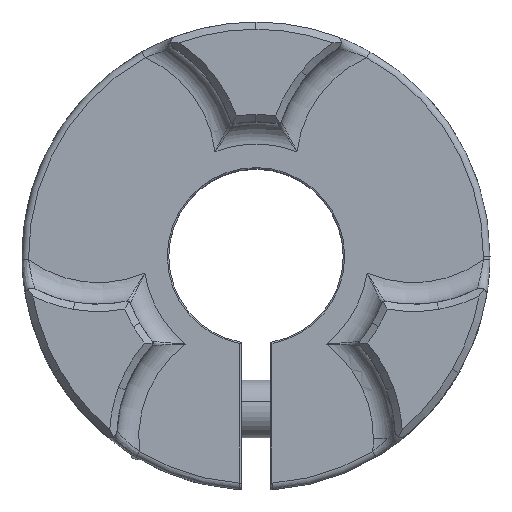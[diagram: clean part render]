
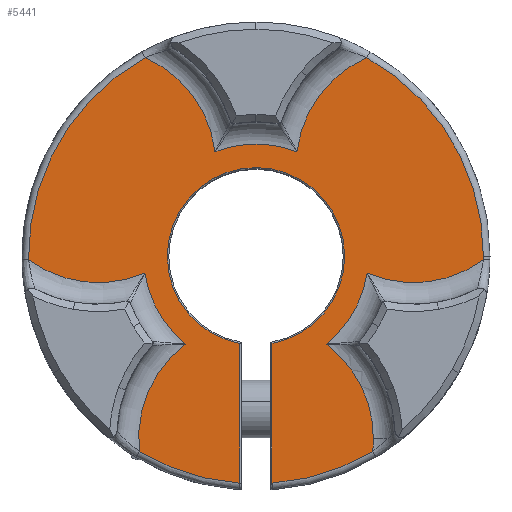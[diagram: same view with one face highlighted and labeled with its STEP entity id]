
A CAD part, top view. The second image highlights one B-rep face of the part: STEP entity #5441.
In plain terms, the highlighted planar face has unit normal (0, 0, 1).
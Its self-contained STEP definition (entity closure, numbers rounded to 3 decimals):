
#252=CIRCLE('',#5713,6.1);
#265=CIRCLE('',#5734,15.65);
#282=CIRCLE('',#5767,8.077);
#283=CIRCLE('',#5768,8.077);
#284=CIRCLE('',#5769,7.73);
#285=CIRCLE('',#5770,8.077);
#286=CIRCLE('',#5771,15.65);
#287=CIRCLE('',#5772,15.65);
#288=CIRCLE('',#5773,8.077);
#289=CIRCLE('',#5774,7.73);
#290=CIRCLE('',#5775,8.077);
#291=CIRCLE('',#5776,15.65);
#292=CIRCLE('',#5777,8.077);
#293=CIRCLE('',#5778,7.73);
#294=CIRCLE('',#5779,8.077);
#295=CIRCLE('',#5780,15.65);
#296=CIRCLE('',#5781,6.1);
#1296=VERTEX_POINT('',#11901);
#1305=VERTEX_POINT('',#12460);
#1319=VERTEX_POINT('',#12519);
#1323=VERTEX_POINT('',#12528);
#1336=VERTEX_POINT('',#13019);
#1340=VERTEX_POINT('',#13056);
#1358=VERTEX_POINT('',#13148);
#1359=VERTEX_POINT('',#13150);
#1360=VERTEX_POINT('',#13152);
#1361=VERTEX_POINT('',#13154);
#1362=VERTEX_POINT('',#13156);
#1363=VERTEX_POINT('',#13158);
#1364=VERTEX_POINT('',#13160);
#1365=VERTEX_POINT('',#13162);
#1366=VERTEX_POINT('',#13164);
#1367=VERTEX_POINT('',#13166);
#1368=VERTEX_POINT('',#13168);
#1369=VERTEX_POINT('',#13170);
#1370=VERTEX_POINT('',#13172);
#1657=VECTOR('',#6420,1.);
#1658=VECTOR('',#6449,1.);
#1868=LINE('',#13146,#1657);
#1869=LINE('',#13174,#1658);
#2475=EDGE_CURVE('',#1323,#1296,#252,.T.);
#2505=EDGE_CURVE('',#1340,#1336,#265,.F.);
#2540=EDGE_CURVE('',#1336,#1319,#1868,.F.);
#2541=EDGE_CURVE('',#1358,#1340,#282,.F.);
#2542=EDGE_CURVE('',#1359,#1358,#283,.F.);
#2543=EDGE_CURVE('',#1360,#1359,#284,.F.);
#2544=EDGE_CURVE('',#1361,#1360,#285,.F.);
#2545=EDGE_CURVE('',#1362,#1361,#286,.F.);
#2546=EDGE_CURVE('',#1363,#1362,#287,.F.);
#2547=EDGE_CURVE('',#1364,#1363,#288,.F.);
#2548=EDGE_CURVE('',#1365,#1364,#289,.F.);
#2549=EDGE_CURVE('',#1366,#1365,#290,.F.);
#2550=EDGE_CURVE('',#1367,#1366,#291,.F.);
#2551=EDGE_CURVE('',#1368,#1367,#292,.F.);
#2552=EDGE_CURVE('',#1369,#1368,#293,.F.);
#2553=EDGE_CURVE('',#1370,#1369,#294,.F.);
#2554=EDGE_CURVE('',#1305,#1370,#295,.F.);
#2555=EDGE_CURVE('',#1296,#1305,#1869,.F.);
#2556=EDGE_CURVE('',#1319,#1323,#296,.T.);
#3946=ORIENTED_EDGE('',*,*,#2540,.F.);
#3947=ORIENTED_EDGE('',*,*,#2505,.F.);
#3948=ORIENTED_EDGE('',*,*,#2541,.F.);
#3949=ORIENTED_EDGE('',*,*,#2542,.F.);
#3950=ORIENTED_EDGE('',*,*,#2543,.F.);
#3951=ORIENTED_EDGE('',*,*,#2544,.F.);
#3952=ORIENTED_EDGE('',*,*,#2545,.F.);
#3953=ORIENTED_EDGE('',*,*,#2546,.F.);
#3954=ORIENTED_EDGE('',*,*,#2547,.F.);
#3955=ORIENTED_EDGE('',*,*,#2548,.F.);
#3956=ORIENTED_EDGE('',*,*,#2549,.F.);
#3957=ORIENTED_EDGE('',*,*,#2550,.F.);
#3958=ORIENTED_EDGE('',*,*,#2551,.F.);
#3959=ORIENTED_EDGE('',*,*,#2552,.F.);
#3960=ORIENTED_EDGE('',*,*,#2553,.F.);
#3961=ORIENTED_EDGE('',*,*,#2554,.F.);
#3962=ORIENTED_EDGE('',*,*,#2555,.F.);
#3963=ORIENTED_EDGE('',*,*,#2475,.F.);
#3964=ORIENTED_EDGE('',*,*,#2556,.F.);
#4762=EDGE_LOOP('',(#3946,#3947,#3948,#3949,#3950,#3951,#3952,#3953,#3954,
#3955,#3956,#3957,#3958,#3959,#3960,#3961,#3962,#3963,#3964));
#5110=FACE_BOUND('',#4762,.T.);
#5441=ADVANCED_FACE('',(#5110),#21789,.T.);
#5713=AXIS2_PLACEMENT_3D('',#12529,#6297,#6298);
#5734=AXIS2_PLACEMENT_3D('',#13057,#6347,#6348);
#5766=AXIS2_PLACEMENT_3D('',#13145,#6419,$);
#5767=AXIS2_PLACEMENT_3D('',#13147,#6421,#6422);
#5768=AXIS2_PLACEMENT_3D('',#13149,#6423,#6424);
#5769=AXIS2_PLACEMENT_3D('',#13151,#6425,#6426);
#5770=AXIS2_PLACEMENT_3D('',#13153,#6427,#6428);
#5771=AXIS2_PLACEMENT_3D('',#13155,#6429,#6430);
#5772=AXIS2_PLACEMENT_3D('',#13157,#6431,#6432);
#5773=AXIS2_PLACEMENT_3D('',#13159,#6433,#6434);
#5774=AXIS2_PLACEMENT_3D('',#13161,#6435,#6436);
#5775=AXIS2_PLACEMENT_3D('',#13163,#6437,#6438);
#5776=AXIS2_PLACEMENT_3D('',#13165,#6439,#6440);
#5777=AXIS2_PLACEMENT_3D('',#13167,#6441,#6442);
#5778=AXIS2_PLACEMENT_3D('',#13169,#6443,#6444);
#5779=AXIS2_PLACEMENT_3D('',#13171,#6445,#6446);
#5780=AXIS2_PLACEMENT_3D('',#13173,#6447,#6448);
#5781=AXIS2_PLACEMENT_3D('',#13175,#6450,#6451);
#6297=DIRECTION('',(0.,0.,1.));
#6298=DIRECTION('',(6.1,0.,0.));
#6347=DIRECTION('',(0.,0.,1.));
#6348=DIRECTION('',(15.65,0.,0.));
#6419=DIRECTION('',(0.,0.,1.));
#6420=DIRECTION('',(0.,-1.,0.));
#6421=DIRECTION('',(0.,0.,1.));
#6422=DIRECTION('',(8.077,0.,0.));
#6423=DIRECTION('',(0.,0.,1.));
#6424=DIRECTION('',(8.077,0.,0.));
#6425=DIRECTION('',(0.,0.,1.));
#6426=DIRECTION('',(7.73,0.,0.));
#6427=DIRECTION('',(0.,0.,1.));
#6428=DIRECTION('',(8.077,0.,0.));
#6429=DIRECTION('',(0.,0.,1.));
#6430=DIRECTION('',(15.65,0.,0.));
#6431=DIRECTION('',(0.,0.,1.));
#6432=DIRECTION('',(15.65,0.,0.));
#6433=DIRECTION('',(0.,0.,1.));
#6434=DIRECTION('',(8.077,0.,0.));
#6435=DIRECTION('',(0.,0.,1.));
#6436=DIRECTION('',(7.73,0.,0.));
#6437=DIRECTION('',(0.,0.,1.));
#6438=DIRECTION('',(8.077,0.,0.));
#6439=DIRECTION('',(0.,0.,1.));
#6440=DIRECTION('',(15.65,0.,0.));
#6441=DIRECTION('',(0.,0.,1.));
#6442=DIRECTION('',(8.077,0.,0.));
#6443=DIRECTION('',(0.,0.,1.));
#6444=DIRECTION('',(7.73,0.,0.));
#6445=DIRECTION('',(0.,0.,1.));
#6446=DIRECTION('',(8.077,0.,0.));
#6447=DIRECTION('',(0.,0.,1.));
#6448=DIRECTION('',(15.65,0.,0.));
#6449=DIRECTION('',(0.,1.,0.));
#6450=DIRECTION('',(0.,0.,1.));
#6451=DIRECTION('',(6.1,0.,0.));
#11901=CARTESIAN_POINT('',(-1.1,-6.,10.4));
#12460=CARTESIAN_POINT('',(-1.1,-15.611,10.4));
#12519=CARTESIAN_POINT('',(1.1,-6.,10.4));
#12528=CARTESIAN_POINT('',(6.1,0.,10.4));
#12529=CARTESIAN_POINT('',(0.,0.,10.4));
#13019=CARTESIAN_POINT('',(1.1,-15.611,10.4));
#13056=CARTESIAN_POINT('',(8.025,-13.436,10.4));
#13057=CARTESIAN_POINT('',(0.,0.,10.4));
#13145=CARTESIAN_POINT('',(0.,0.,10.4));
#13146=CARTESIAN_POINT('',(1.1,-4.5,10.4));
#13147=CARTESIAN_POINT('',(0.,-12.52,10.4));
#13148=CARTESIAN_POINT('',(8.077,-12.52,10.4));
#13149=CARTESIAN_POINT('',(0.,-12.52,10.4));
#13150=CARTESIAN_POINT('',(4.823,-6.041,10.4));
#13151=CARTESIAN_POINT('',(0.,0.,10.4));
#13152=CARTESIAN_POINT('',(7.643,-1.156,10.4));
#13153=CARTESIAN_POINT('',(10.843,6.26,10.4));
#13154=CARTESIAN_POINT('',(15.648,-0.232,10.4));
#13155=CARTESIAN_POINT('',(0.,0.,10.4));
#13156=CARTESIAN_POINT('',(15.65,0.,10.4));
#13157=CARTESIAN_POINT('',(0.,0.,10.4));
#13158=CARTESIAN_POINT('',(7.623,13.668,10.4));
#13159=CARTESIAN_POINT('',(10.843,6.26,10.4));
#13160=CARTESIAN_POINT('',(2.82,7.197,10.4));
#13161=CARTESIAN_POINT('',(0.,0.,10.4));
#13162=CARTESIAN_POINT('',(-2.82,7.197,10.4));
#13163=CARTESIAN_POINT('',(-10.843,6.26,10.4));
#13164=CARTESIAN_POINT('',(-7.623,13.668,10.4));
#13165=CARTESIAN_POINT('',(0.,0.,10.4));
#13166=CARTESIAN_POINT('',(-15.648,-0.232,10.4));
#13167=CARTESIAN_POINT('',(-10.843,6.26,10.4));
#13168=CARTESIAN_POINT('',(-7.643,-1.156,10.4));
#13169=CARTESIAN_POINT('',(0.,0.,10.4));
#13170=CARTESIAN_POINT('',(-4.823,-6.041,10.4));
#13171=CARTESIAN_POINT('',(0.,-12.52,10.4));
#13172=CARTESIAN_POINT('',(-8.025,-13.436,10.4));
#13173=CARTESIAN_POINT('',(0.,0.,10.4));
#13174=CARTESIAN_POINT('',(-1.1,-4.5,10.4));
#13175=CARTESIAN_POINT('',(0.,0.,10.4));
#21789=PLANE('',#5766);
